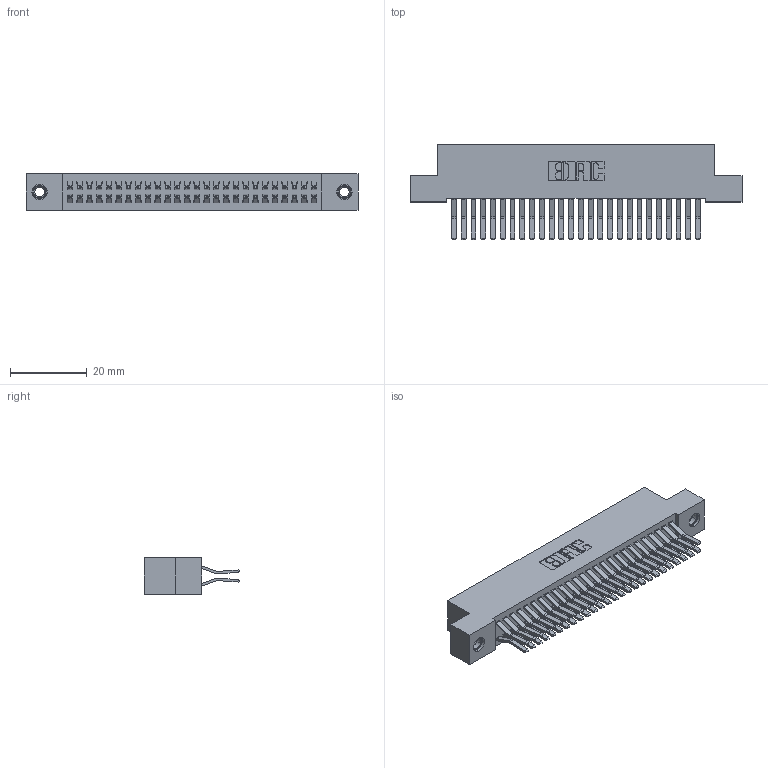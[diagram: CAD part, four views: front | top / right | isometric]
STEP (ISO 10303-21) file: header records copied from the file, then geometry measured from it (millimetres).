
FILE_DESCRIPTION (( 'STEP AP203' ), '1' );
FILE_NAME ('342-052-560-207.STEP', '2018-08-12T22:45:28', ( '' ), ( '' ), 'SwSTEP 2.0', 'SolidWorks 2016', '' );
FILE_SCHEMA (( 'CONFIG_CONTROL_DESIGN' ));
Length unit declared in the file: inch
Products named in the file (4): 342 Part_TI; 345-292-001_560 Tail; 345-250-001_345-250-005-103; 342-052-560-207
Assembly tree (55 placements, depth 2):
  342-052-560-207
    342 Part_TI
    345-292-001_560 Tail  x52
    345-250-001_345-250-005-103  x2
Bounding box: 86.36 x 24.78 x 9.4 mm (x, y, z)
Volume: 8012.4 mm3; surface area: 13492.4 mm2
Topology: 55 solids, 55 shells, 2978 faces, 8807 edges, 5794 vertices
Faces by surface type: plane 1970, cylinder 992, cone 12, torus 4
Entity records: 19938 total; most frequent: CARTESIAN_POINT 3305, ORIENTED_EDGE 3234, DIRECTION 2887, EDGE_CURVE 1617, LINE 1465, VECTOR 1465, VERTEX_POINT 1072, AXIS2_PLACEMENT_3D 711
